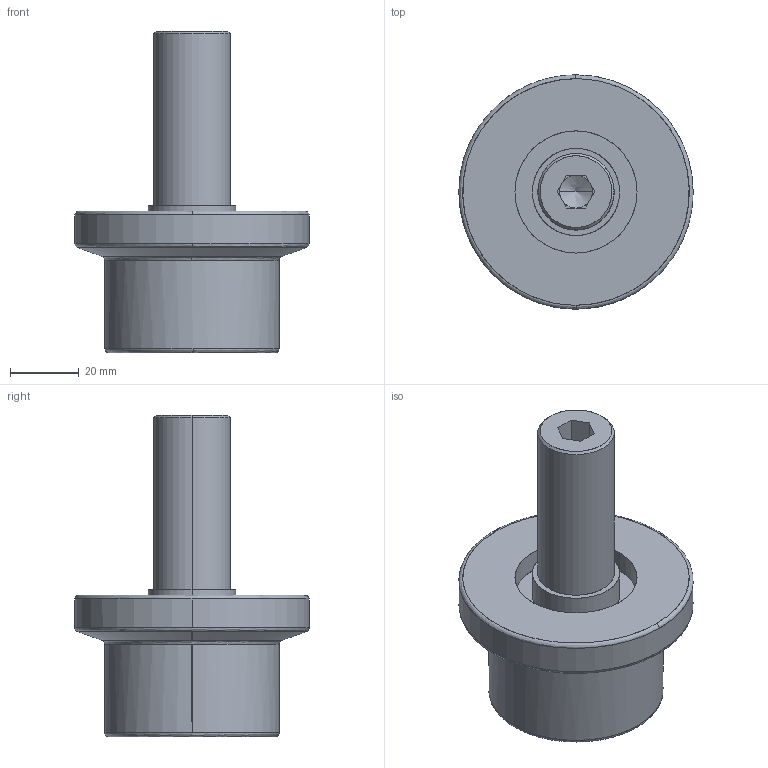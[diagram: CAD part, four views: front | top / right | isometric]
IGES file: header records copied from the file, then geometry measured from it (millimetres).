
Start section: SolidWorks IGES file using analytic representation for surfaces
Global section: file name: FCDEFAU01101256349417.igs; native system: SolidWorks 2007; preprocessor: SolidWorks 2007; author: partstream; date: 070110.125636; units: millimetre
Bounding box: 68.26 x 68.26 x 93.66 mm (x, y, z)
Surface area: 19129.4 mm2 (no closed solid volume)
Topology: 0 solids, 0 shells, 45 faces, 715 edges, 713 vertices
Faces by surface type: bspline 27, revolution 18
